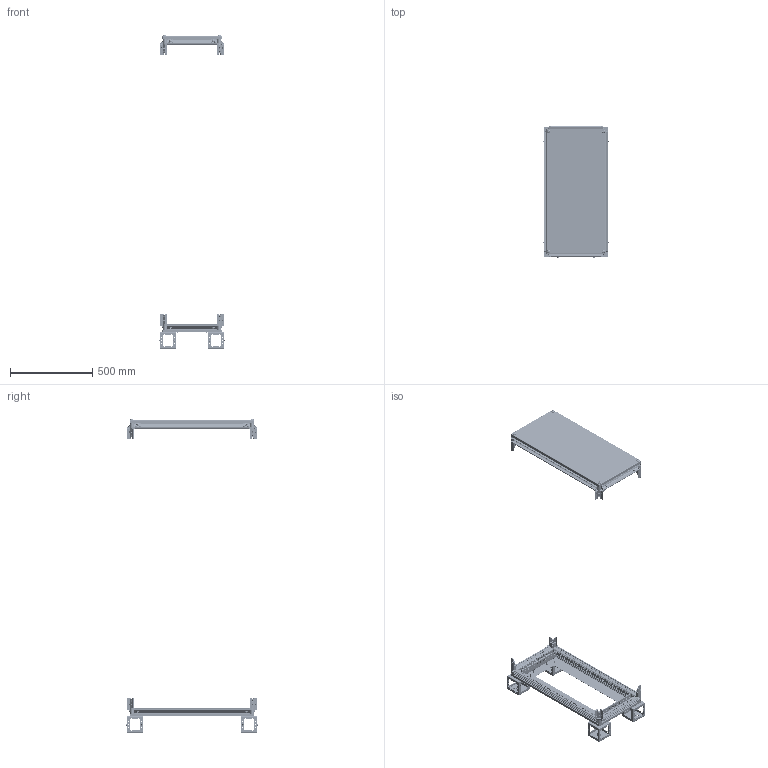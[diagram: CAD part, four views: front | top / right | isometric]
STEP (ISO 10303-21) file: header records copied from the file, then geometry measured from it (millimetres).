
FILE_DESCRIPTION(('CATIA V5 STEP Exchange'),'2;1');
FILE_NAME('EK8040KN.stp','2013-12-09T07:34:22+00:00',('none'),('none'),'CATIA Version 5 Release 20 SP 6 (IN-10)','CATIA V5 STEP AP203','none');
FILE_SCHEMA(('CONFIG_CONTROL_DESIGN'));
Products named in the file (7): Assieme_struttura_1800x0800x0400_IS2_estetico; Assieme_base_struttura_0800x0400_IS2_estetico; 852553_901_00_GIUNTO_TREVIE_IS2_ESTETICO_______________3PD; Assieme_fondo_0800x0400_IS2_estetico; Assieme_tetto_0800x0400_IS2_estetico; Assieme_binario_piastra_0400_IS2; 852592_916_00_ZOCCOLO_IS2_L=0800_P=0400_H=100_ESTETICO_3PD
Assembly tree (65 placements, depth 4):
  Assieme_struttura_1800x0800x0400_IS2_estetico
    Assieme_base_struttura_0800x0400_IS2_estetico  x2
      #66
      #33160
      852553_901_00_GIUNTO_TREVIE_IS2_ESTETICO_______________3PD
        #49430
        #51864
        #55639
      #57958
      #60008
    Assieme_fondo_0800x0400_IS2_estetico
      #60842
      #64363  x8
    Assieme_tetto_0800x0400_IS2_estetico
      #64712
      #68019  x4
    Assieme_binario_piastra_0400_IS2  x2
      #68746
      #72968
    852592_916_00_ZOCCOLO_IS2_L=0800_P=0400_H=100_ESTETICO_3PD
      #73908  x4
      #79276  x8
Bounding box: 404.17 x 804.17 x 1911.5 mm (x, y, z)
Volume: 3830498.7 mm3; surface area: 3706493.9 mm2
Topology: 111 solids, 111 shells, 12285 faces, 33074 edges, 20824 vertices
Faces by surface type: plane 5975, cylinder 4330, torus 1272, cone 444, sphere 144, revolution 104, bspline 16
Entity records: 80112 total; most frequent: CARTESIAN_POINT 16140, ORIENTED_EDGE 14592, DIRECTION 10389, EDGE_CURVE 7296, VERTEX_POINT 4594, AXIS2_PLACEMENT_3D 4449, VECTOR 4271, LINE 4271
